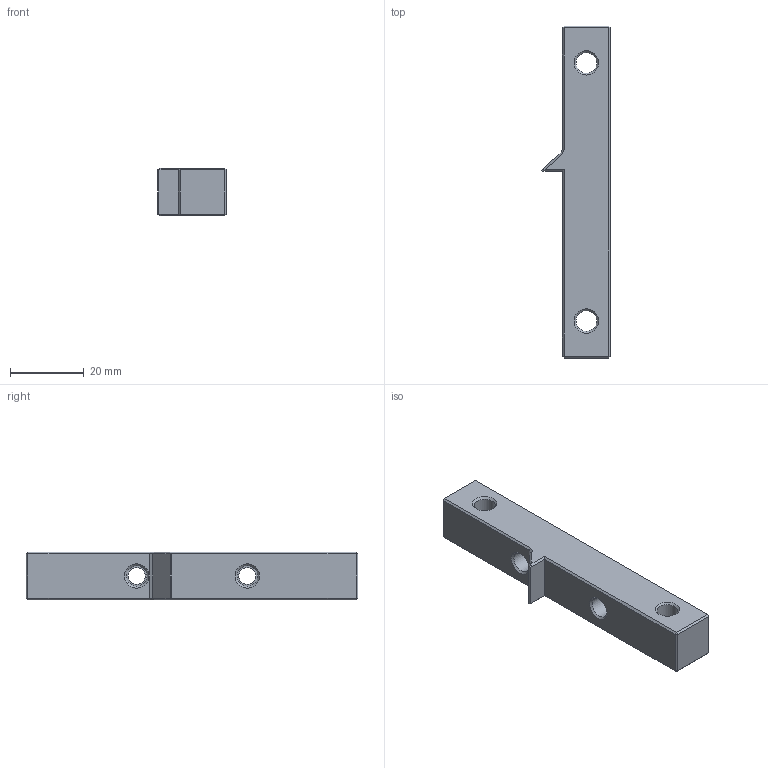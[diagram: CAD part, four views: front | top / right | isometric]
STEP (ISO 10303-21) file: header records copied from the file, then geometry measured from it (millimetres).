
FILE_DESCRIPTION(('FreeCAD Model'),'2;1');
FILE_NAME('Open CASCADE Shape Model','2025-05-06T12:16:47',(''),(''), 'Open CASCADE STEP processor 7.8','FreeCAD','Unknown');
FILE_SCHEMA(('AUTOMOTIVE_DESIGN { 1 0 10303 214 1 1 1 1 }'));
Length unit declared in the file: millimetre
Products named in the file (1): Chamfer
Bounding box: 18.63 x 90 x 13 mm (x, y, z)
Volume: 14158.9 mm3; surface area: 5687.6 mm2
Topology: 1 solids, 1 shells, 57 faces, 117 edges, 64 vertices
Faces by surface type: plane 41, cone 8, cylinder 6, bspline 2
Full cylindrical faces by diameter (mm): 4.6 x2, 5.6 x4
Entity records: 1529 total; most frequent: CARTESIAN_POINT 317, DIRECTION 241, ORIENTED_EDGE 234, EDGE_CURVE 117, LINE 89, VECTOR 89, AXIS2_PLACEMENT_3D 76, FACE_BOUND 67
